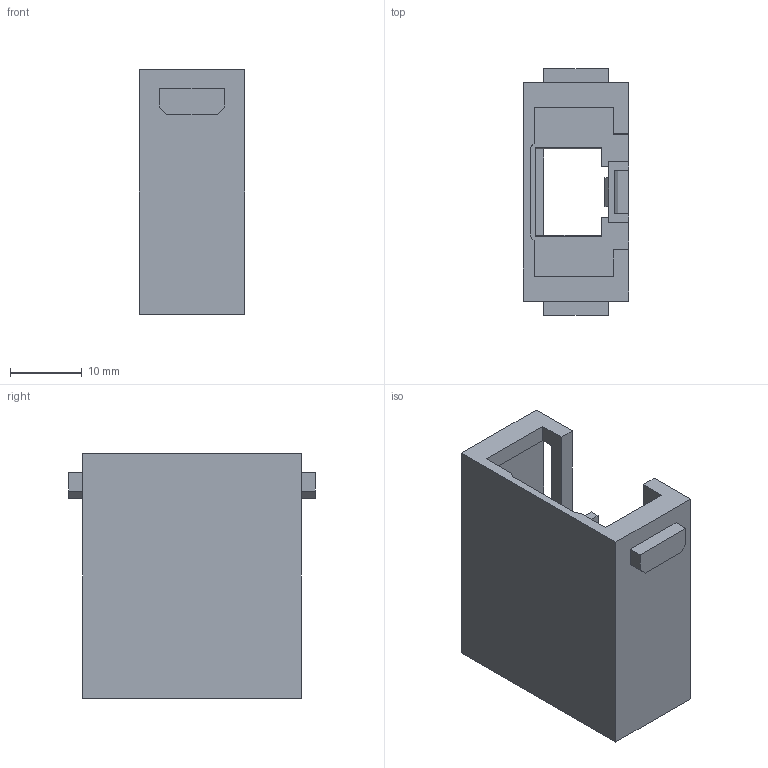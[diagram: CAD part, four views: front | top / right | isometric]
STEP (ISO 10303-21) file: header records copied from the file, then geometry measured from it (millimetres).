
FILE_DESCRIPTION (( 'STEP AP203' ), '1' );
FILE_NAME ('FHM45001-M0000GY00.step', '2026-02-09T01:50:01', ( '' ), ( '' ), 'SwSTEP 2.0', 'SolidWorks 2021', '' );
FILE_SCHEMA (( 'CONFIG_CONTROL_DESIGN' ));
Length unit declared in the file: millimetre
Products named in the file (1): FHM45001-M0000GY00
Bounding box: 14.65 x 34.2 x 34 mm (x, y, z)
Volume: 4514.5 mm3; surface area: 6888.3 mm2
Topology: 1 solids, 1 shells, 126 faces, 338 edges, 216 vertices
Faces by surface type: plane 106, cylinder 16, torus 4
Entity records: 3935 total; most frequent: CARTESIAN_POINT 693, ORIENTED_EDGE 676, DIRECTION 616, EDGE_CURVE 338, VECTOR 306, LINE 306, VERTEX_POINT 216, AXIS2_PLACEMENT_3D 155
